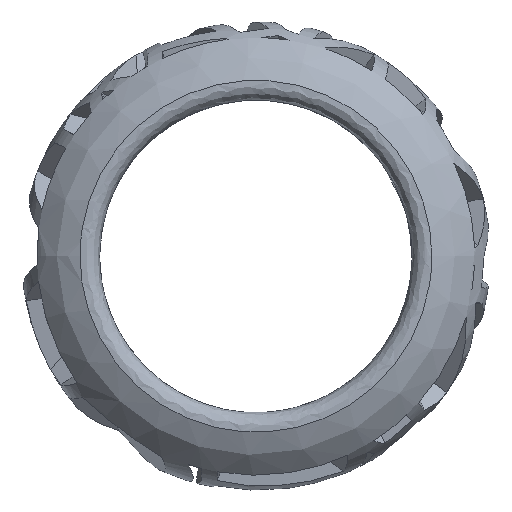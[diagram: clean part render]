
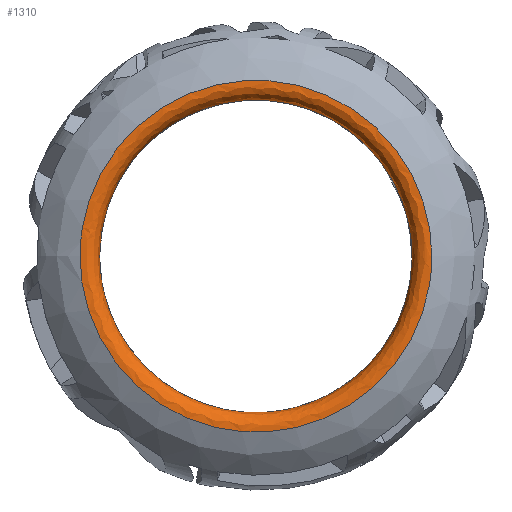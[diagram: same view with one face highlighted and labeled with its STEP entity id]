
A CAD part, top view. The second image highlights one B-rep face of the part: STEP entity #1310.
In plain terms, the highlighted free-form (B-spline) face has degree [2, 2] with [9, 3] control points.
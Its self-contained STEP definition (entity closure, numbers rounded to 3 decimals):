
#115 = VERTEX_POINT('',#116);
#116 = CARTESIAN_POINT('',(-8.791,0.,
    7.8));
#121 = EDGE_CURVE('',#115,#122,#124,.T.);
#122 = VERTEX_POINT('',#123);
#123 = CARTESIAN_POINT('',(8.791,0.,
    7.8));
#124 = ( BOUNDED_CURVE() B_SPLINE_CURVE(2,(#125,#126,#127,#128,#129),
.UNSPECIFIED.,.F.,.F.) B_SPLINE_CURVE_WITH_KNOTS((3,2,3),(0.,
1.571,3.142),.PIECEWISE_BEZIER_KNOTS.) CURVE() 
GEOMETRIC_REPRESENTATION_ITEM() RATIONAL_B_SPLINE_CURVE((1.,
0.707,1.,0.707,1.)) REPRESENTATION_ITEM('') );
#125 = CARTESIAN_POINT('',(-8.791,0.,
    7.8));
#126 = CARTESIAN_POINT('',(-8.791,8.791,7.8
    ));
#127 = CARTESIAN_POINT('',(0.,8.791,
    7.8));
#128 = CARTESIAN_POINT('',(8.791,8.791,7.8)
  );
#129 = CARTESIAN_POINT('',(8.791,0.,
    7.8));
#131 = EDGE_CURVE('',#122,#115,#132,.T.);
#132 = ( BOUNDED_CURVE() B_SPLINE_CURVE(2,(#133,#134,#135,#136,#137),
.UNSPECIFIED.,.F.,.F.) B_SPLINE_CURVE_WITH_KNOTS((3,2,3),(3.142,
4.712,6.283),.PIECEWISE_BEZIER_KNOTS.) CURVE() 
GEOMETRIC_REPRESENTATION_ITEM() RATIONAL_B_SPLINE_CURVE((1.,
0.707,1.,0.707,1.)) REPRESENTATION_ITEM('') );
#133 = CARTESIAN_POINT('',(8.791,0.,
    7.8));
#134 = CARTESIAN_POINT('',(8.791,-8.791,7.8
    ));
#135 = CARTESIAN_POINT('',(0.,-8.791,
    7.8));
#136 = CARTESIAN_POINT('',(-8.791,-8.791,
    7.8));
#137 = CARTESIAN_POINT('',(-8.791,0.,
    7.8));
#1310 = ADVANCED_FACE('',(#1311),#1342,.T.);
#1311 = FACE_BOUND('',#1312,.T.);
#1312 = EDGE_LOOP('',(#1313,#1325,#1333,#1339,#1340,#1341));
#1313 = ORIENTED_EDGE('',*,*,#1314,.T.);
#1314 = EDGE_CURVE('',#1315,#1317,#1319,.T.);
#1315 = VERTEX_POINT('',#1316);
#1316 = CARTESIAN_POINT('',(9.889,0.,
    8.651));
#1317 = VERTEX_POINT('',#1318);
#1318 = CARTESIAN_POINT('',(-9.889,0.,
    8.651));
#1319 = ( BOUNDED_CURVE() B_SPLINE_CURVE(2,(#1320,#1321,#1322,#1323,
#1324),.UNSPECIFIED.,.F.,.F.) B_SPLINE_CURVE_WITH_KNOTS((3,2,3),(
    3.142,4.712,6.283),
.PIECEWISE_BEZIER_KNOTS.) CURVE() GEOMETRIC_REPRESENTATION_ITEM() 
RATIONAL_B_SPLINE_CURVE((1.,0.707,1.,0.707,1.)) 
REPRESENTATION_ITEM('') );
#1320 = CARTESIAN_POINT('',(9.889,0.,
    8.651));
#1321 = CARTESIAN_POINT('',(9.889,9.889,8.651
    ));
#1322 = CARTESIAN_POINT('',(0.,9.889,
    8.651));
#1323 = CARTESIAN_POINT('',(-9.889,9.889,
    8.651));
#1324 = CARTESIAN_POINT('',(-9.889,0.,
    8.651));
#1325 = ORIENTED_EDGE('',*,*,#1326,.T.);
#1326 = EDGE_CURVE('',#1317,#1315,#1327,.T.);
#1327 = ( BOUNDED_CURVE() B_SPLINE_CURVE(2,(#1328,#1329,#1330,#1331,
#1332),.UNSPECIFIED.,.F.,.F.) B_SPLINE_CURVE_WITH_KNOTS((3,2,3),(0.,
1.571,3.142),.PIECEWISE_BEZIER_KNOTS.) CURVE() 
GEOMETRIC_REPRESENTATION_ITEM() RATIONAL_B_SPLINE_CURVE((1.,
0.707,1.,0.707,1.)) REPRESENTATION_ITEM('') );
#1328 = CARTESIAN_POINT('',(-9.889,0.,
    8.651));
#1329 = CARTESIAN_POINT('',(-9.889,-9.889,
    8.651));
#1330 = CARTESIAN_POINT('',(0.,-9.889,
    8.651));
#1331 = CARTESIAN_POINT('',(9.889,-9.889,
    8.651));
#1332 = CARTESIAN_POINT('',(9.889,0.,
    8.651));
#1333 = ORIENTED_EDGE('',*,*,#1334,.T.);
#1334 = EDGE_CURVE('',#1315,#122,#1335,.T.);
#1335 = ( BOUNDED_CURVE() B_SPLINE_CURVE(2,(#1336,#1337,#1338),
.UNSPECIFIED.,.F.,.F.) B_SPLINE_CURVE_WITH_KNOTS((3,3),(1.318,
3.142),.PIECEWISE_BEZIER_KNOTS.) CURVE() 
GEOMETRIC_REPRESENTATION_ITEM() RATIONAL_B_SPLINE_CURVE((1.,
0.612,1.)) REPRESENTATION_ITEM('') );
#1336 = CARTESIAN_POINT('',(9.889,0.,
    8.651));
#1337 = CARTESIAN_POINT('',(8.791,0.,
    8.935));
#1338 = CARTESIAN_POINT('',(8.791,0.,
    7.8));
#1339 = ORIENTED_EDGE('',*,*,#131,.T.);
#1340 = ORIENTED_EDGE('',*,*,#121,.T.);
#1341 = ORIENTED_EDGE('',*,*,#1334,.F.);
#1342 = ( BOUNDED_SURFACE() B_SPLINE_SURFACE(2,2,(
    (#1343,#1344,#1345)
    ,(#1346,#1347,#1348)
    ,(#1349,#1350,#1351)
    ,(#1352,#1353,#1354)
    ,(#1355,#1356,#1357)
    ,(#1358,#1359,#1360)
    ,(#1361,#1362,#1363)
    ,(#1364,#1365,#1366)
    ,(#1367,#1368,#1369
)),.UNSPECIFIED.,.T.,.F.,.F.) B_SPLINE_SURFACE_WITH_KNOTS((3,2,2,2,3),(3
    ,3),(3.142,4.189,6.283,8.378,
    9.425),(3.142,4.965),.UNSPECIFIED.) 
GEOMETRIC_REPRESENTATION_ITEM() RATIONAL_B_SPLINE_SURFACE((
    (0.75,0.459,0.75)
    ,(0.75,0.459,0.75)
    ,(1.,0.612,1.)
    ,(0.5,0.306,0.5)
    ,(1.,0.612,1.)
    ,(0.5,0.306,0.5)
    ,(1.,0.612,1.)
    ,(0.75,0.459,0.75)
,(0.75,0.459,0.75))) REPRESENTATION_ITEM('') SURFACE() );
#1343 = CARTESIAN_POINT('',(8.791,0.,7.8));
#1344 = CARTESIAN_POINT('',(8.791,0.,
    8.935));
#1345 = CARTESIAN_POINT('',(9.889,0.,8.651));
#1346 = CARTESIAN_POINT('',(8.791,-5.075,
    7.8));
#1347 = CARTESIAN_POINT('',(8.791,-5.075,
    8.935));
#1348 = CARTESIAN_POINT('',(9.889,-5.71,
    8.651));
#1349 = CARTESIAN_POINT('',(4.395,-7.613,
    7.8));
#1350 = CARTESIAN_POINT('',(4.395,-7.613,
    8.935));
#1351 = CARTESIAN_POINT('',(4.945,-8.564,
    8.651));
#1352 = CARTESIAN_POINT('',(-8.791,-15.226,
    7.8));
#1353 = CARTESIAN_POINT('',(-8.791,-15.226,
    8.935));
#1354 = CARTESIAN_POINT('',(-9.889,-17.129,
    8.651));
#1355 = CARTESIAN_POINT('',(-8.791,0.,7.8));
#1356 = CARTESIAN_POINT('',(-8.791,0.,8.935));
#1357 = CARTESIAN_POINT('',(-9.889,0.,8.651));
#1358 = CARTESIAN_POINT('',(-8.791,15.226,
    7.8));
#1359 = CARTESIAN_POINT('',(-8.791,15.226,
    8.935));
#1360 = CARTESIAN_POINT('',(-9.889,17.129,
    8.651));
#1361 = CARTESIAN_POINT('',(4.395,7.613,7.8
    ));
#1362 = CARTESIAN_POINT('',(4.395,7.613,8.935
    ));
#1363 = CARTESIAN_POINT('',(4.945,8.564,8.651
    ));
#1364 = CARTESIAN_POINT('',(8.791,5.075,7.8
    ));
#1365 = CARTESIAN_POINT('',(8.791,5.075,8.935
    ));
#1366 = CARTESIAN_POINT('',(9.889,5.71,8.651
    ));
#1367 = CARTESIAN_POINT('',(8.791,0.,7.8));
#1368 = CARTESIAN_POINT('',(8.791,0.,
    8.935));
#1369 = CARTESIAN_POINT('',(9.889,0.,8.651));
